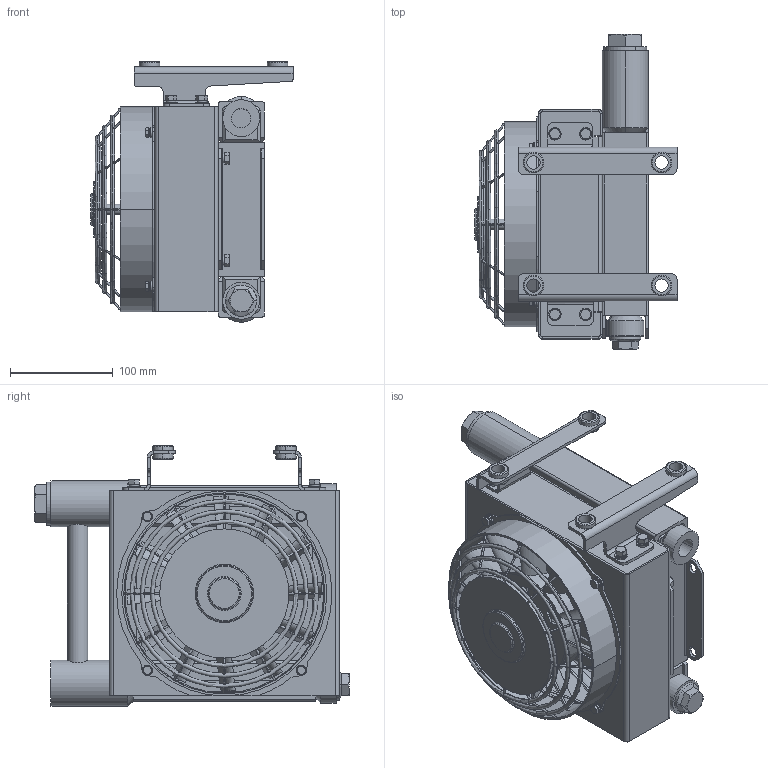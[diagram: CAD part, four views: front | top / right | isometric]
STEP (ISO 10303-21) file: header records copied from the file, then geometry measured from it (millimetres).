
FILE_DESCRIPTION (( 'STEP AP214' ), '1' );
FILE_NAME ('YLEM.15V.24.S.00.7.STEP', '2024-02-22T00:15:14', ( '' ), ( '' ), 'SwSTEP 2.0', 'SolidWorks 2023', '' );
FILE_SCHEMA (( 'AUTOMOTIVE_DESIGN' ));
Length unit declared in the file: millimetre
Products named in the file (36): 旁通阀底座 - 副本; M5X16螺栓弹垫平垫; 旁通管; YLEM.15V.24.S.00.7; 平垫圈5; 右腿; 端盖组件; 上风罩侧板; 槽铝盖板; 风罩组件; 风机组件; 下风罩侧板; 垫圈6  平; 旁通阀1 - 副本; 螺栓M6 20; 螺栓M5 16_M5×16; 温控管嘴 - 副本; 紧固件; 芯体; 风机; M6焊接螺母; 端盖; 垫圈6  弹簧; 8寸风机; 002; 焊接螺母M5; 堵头; jzd; 芯体组件; 弹簧垫圈5; 左腿; G1／2管嘴; 堵片2; 风罩体; 堵片; 端盖组件 2
Assembly tree (63 placements, depth 4):
  YLEM.15V.24.S.00.7
    002
      芯体组件
        槽铝盖板  x2
        芯体
      端盖组件
        堵片
        端盖
        G1／2管嘴
        堵片2
        旁通阀底座 - 副本
      旁通管
      温控管嘴 - 副本
      端盖组件 2
        堵片
        端盖
        G1／2管嘴
        堵片2
      旁通阀1 - 副本
      堵头
    风罩组件
      风罩体
      上风罩侧板
      下风罩侧板
      M6焊接螺母  x8
      焊接螺母M5  x4
    风机组件
      8寸风机
      风机
    右腿
    左腿
    jzd  x4
    紧固件  x8
      螺栓M6 20
      垫圈6  弹簧
      垫圈6  平
    M5X16螺栓弹垫平垫  x4
      螺栓M5 16_M5×16
      平垫圈5
      弹簧垫圈5
Bounding box: 197 x 307 x 254 mm (x, y, z)
Volume: 1955100.6 mm3; surface area: 662284.5 mm2
Topology: 76 solids, 76 shells, 1749 faces, 4308 edges, 2720 vertices
Faces by surface type: plane 776, cylinder 622, cone 160, torus 131, bspline 60
Entity records: 36740 total; most frequent: CARTESIAN_POINT 13365, ORIENTED_EDGE 4780, DIRECTION 4486, EDGE_CURVE 2390, AXIS2_PLACEMENT_3D 1688, VERTEX_POINT 1493, VECTOR 1110, LINE 1110
